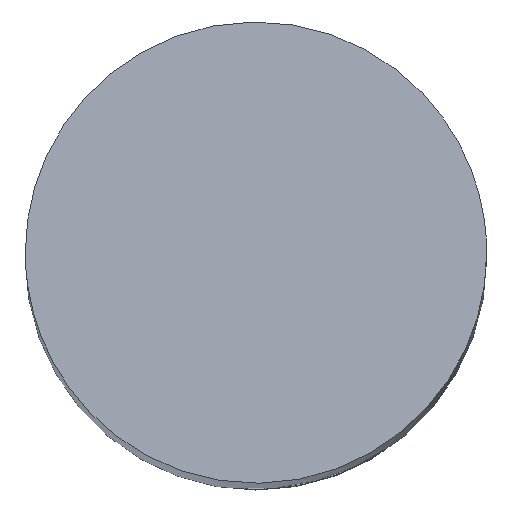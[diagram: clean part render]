
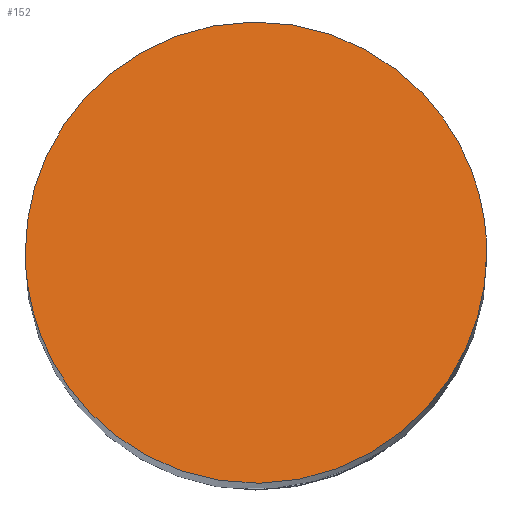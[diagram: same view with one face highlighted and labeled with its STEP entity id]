
A CAD part, top view. The second image highlights one B-rep face of the part: STEP entity #152.
In plain terms, the highlighted planar face has unit normal (0.434, 0, 0.901).
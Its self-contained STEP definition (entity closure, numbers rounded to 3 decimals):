
#10 = CARTESIAN_POINT ( 'NONE',  ( 32.5, -65., 39.15 ) ) ;
#11 = CARTESIAN_POINT ( 'NONE',  ( -32.5, 0., 70.455 ) ) ;
#19 = VERTEX_POINT ( 'NONE', #413 ) ;
#63 = CARTESIAN_POINT ( 'NONE',  ( -32.5, 0., 70.455 ) ) ;
#84 = VERTEX_POINT ( 'NONE', #63 ) ;
#85 = CARTESIAN_POINT ( 'NONE',  ( -32.5, -65., 70.455 ) ) ;
#113 = ORIENTED_EDGE ( 'NONE', *, *, #355, .F. ) ;
#130 =( BOUNDED_CURVE ( )  B_SPLINE_CURVE ( 3, ( #431, #301, #430, #150 ),
 .UNSPECIFIED., .F., .F. ) 
 B_SPLINE_CURVE_WITH_KNOTS ( ( 4, 4 ),
 ( 0., 3.142 ),
 .UNSPECIFIED. ) 
 CURVE ( )  GEOMETRIC_REPRESENTATION_ITEM ( )  RATIONAL_B_SPLINE_CURVE ( ( 1., 0.333, 0.333, 1. ) ) 
 REPRESENTATION_ITEM ( '' )  );
#149 = AXIS2_PLACEMENT_3D ( 'NONE', #249, #175, #297 ) ;
#150 = CARTESIAN_POINT ( 'NONE',  ( 32.5, 0., 39.15 ) ) ;
#152 = ADVANCED_FACE ( 'NONE', ( #423 ), #215, .T. ) ;
#175 = DIRECTION ( 'NONE',  ( 0.434, 0., 0.901 ) ) ;
#215 = PLANE ( 'NONE',  #149 ) ;
#249 = CARTESIAN_POINT ( 'NONE',  ( 0., 0., 54.802 ) ) ;
#293 = ORIENTED_EDGE ( 'NONE', *, *, #295, .F. ) ;
#295 = EDGE_CURVE ( 'NONE', #84, #19, #130, .T. ) ;
#297 = DIRECTION ( 'NONE',  ( 0.901, 0., -0.434 ) ) ;
#301 = CARTESIAN_POINT ( 'NONE',  ( -32.5, 65., 70.455 ) ) ;
#335 = CARTESIAN_POINT ( 'NONE',  ( 32.5, 0., 39.15 ) ) ;
#355 = EDGE_CURVE ( 'NONE', #19, #84, #398, .T. ) ;
#398 =( BOUNDED_CURVE ( )  B_SPLINE_CURVE ( 3, ( #335, #10, #85, #11 ),
 .UNSPECIFIED., .F., .T. ) 
 B_SPLINE_CURVE_WITH_KNOTS ( ( 4, 4 ),
 ( 3.142, 6.283 ),
 .UNSPECIFIED. ) 
 CURVE ( )  GEOMETRIC_REPRESENTATION_ITEM ( )  RATIONAL_B_SPLINE_CURVE ( ( 1., 0.333, 0.333, 1. ) ) 
 REPRESENTATION_ITEM ( '' )  );
#413 = CARTESIAN_POINT ( 'NONE',  ( 32.5, 0., 39.15 ) ) ;
#415 = EDGE_LOOP ( 'NONE', ( #113, #293 ) ) ;
#423 = FACE_OUTER_BOUND ( 'NONE', #415, .T. ) ;
#430 = CARTESIAN_POINT ( 'NONE',  ( 32.5, 65., 39.15 ) ) ;
#431 = CARTESIAN_POINT ( 'NONE',  ( -32.5, 0., 70.455 ) ) ;
